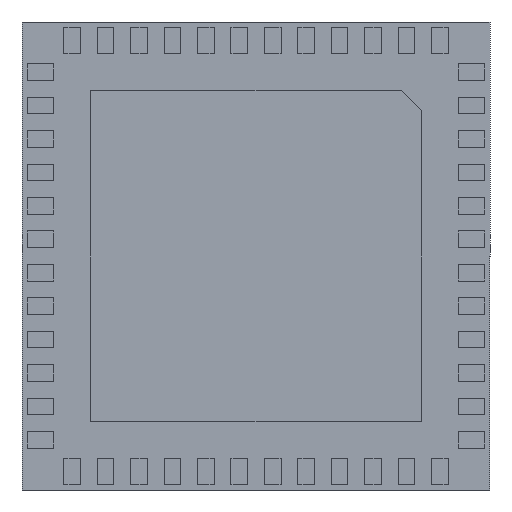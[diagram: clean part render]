
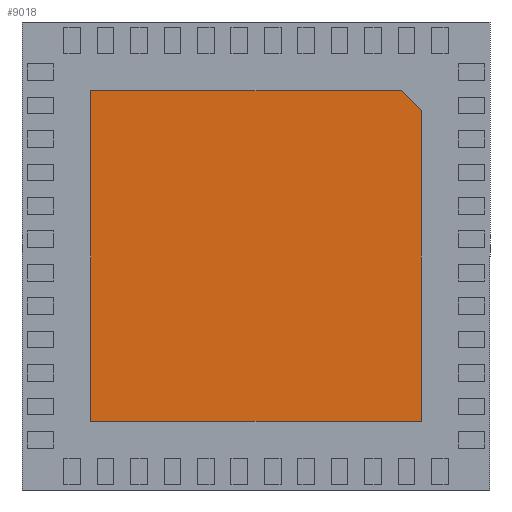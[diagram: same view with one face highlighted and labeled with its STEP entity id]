
A CAD part, front view. The second image highlights one B-rep face of the part: STEP entity #9018.
In plain terms, the highlighted planar face has unit normal (0, -1, 0).
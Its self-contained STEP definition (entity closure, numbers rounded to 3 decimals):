
#261 = CARTESIAN_POINT ( 'NONE',  ( 0., 0., 0. ) ) ;
#410 = LINE ( 'NONE', #992, #13737 ) ;
#992 = CARTESIAN_POINT ( 'NONE',  ( 2.475, 0., -2.475 ) ) ;
#1328 = DIRECTION ( 'NONE',  ( -0.707, 0., 0.707 ) ) ;
#2104 = VECTOR ( 'NONE', #9026, 1000. ) ;
#2252 = LINE ( 'NONE', #5927, #3719 ) ;
#2465 = ORIENTED_EDGE ( 'NONE', *, *, #15149, .T. ) ;
#3011 = CARTESIAN_POINT ( 'NONE',  ( 2.475, 0., -2.475 ) ) ;
#3311 = LINE ( 'NONE', #16432, #2104 ) ;
#3719 = VECTOR ( 'NONE', #13972, 1000. ) ;
#4017 = LINE ( 'NONE', #4469, #9642 ) ;
#4469 = CARTESIAN_POINT ( 'NONE',  ( 2.175, 0., 2.475 ) ) ;
#4559 = AXIS2_PLACEMENT_3D ( 'NONE', #261, #11154, #18562 ) ;
#4606 = EDGE_CURVE ( 'NONE', #5106, #16631, #3311, .T. ) ;
#5106 = VERTEX_POINT ( 'NONE', #18037 ) ;
#5577 = CARTESIAN_POINT ( 'NONE',  ( -2.475, 0., 2.475 ) ) ;
#5927 = CARTESIAN_POINT ( 'NONE',  ( -2.475, 0., -2.475 ) ) ;
#5976 = LINE ( 'NONE', #5577, #19265 ) ;
#6019 = ORIENTED_EDGE ( 'NONE', *, *, #10946, .T. ) ;
#6029 = VERTEX_POINT ( 'NONE', #14670 ) ;
#7708 = VERTEX_POINT ( 'NONE', #12706 ) ;
#9018 = ADVANCED_FACE ( 'NONE', ( #11390 ), #11086, .F. ) ;
#9026 = DIRECTION ( 'NONE',  ( 1., 0., 0. ) ) ;
#9642 = VECTOR ( 'NONE', #1328, 1000. ) ;
#10672 = EDGE_CURVE ( 'NONE', #16000, #6029, #5976, .T. ) ;
#10771 = ORIENTED_EDGE ( 'NONE', *, *, #16551, .T. ) ;
#10946 = EDGE_CURVE ( 'NONE', #7708, #16000, #4017, .T. ) ;
#11086 = PLANE ( 'NONE',  #4559 ) ;
#11154 = DIRECTION ( 'NONE',  ( 0., 1., 0. ) ) ;
#11271 = EDGE_LOOP ( 'NONE', ( #10771, #18786, #2465, #6019, #15788 ) ) ;
#11390 = FACE_OUTER_BOUND ( 'NONE', #11271, .T. ) ;
#12706 = CARTESIAN_POINT ( 'NONE',  ( 2.475, 0., 2.175 ) ) ;
#13371 = DIRECTION ( 'NONE',  ( 0., 0., 1. ) ) ;
#13737 = VECTOR ( 'NONE', #13371, 1000. ) ;
#13972 = DIRECTION ( 'NONE',  ( 0., 0., -1. ) ) ;
#14133 = CARTESIAN_POINT ( 'NONE',  ( 2.175, 0., 2.475 ) ) ;
#14670 = CARTESIAN_POINT ( 'NONE',  ( -2.475, 0., 2.475 ) ) ;
#15149 = EDGE_CURVE ( 'NONE', #16631, #7708, #410, .T. ) ;
#15788 = ORIENTED_EDGE ( 'NONE', *, *, #10672, .T. ) ;
#16000 = VERTEX_POINT ( 'NONE', #14133 ) ;
#16432 = CARTESIAN_POINT ( 'NONE',  ( -2.475, 0., -2.475 ) ) ;
#16551 = EDGE_CURVE ( 'NONE', #6029, #5106, #2252, .T. ) ;
#16631 = VERTEX_POINT ( 'NONE', #3011 ) ;
#18037 = CARTESIAN_POINT ( 'NONE',  ( -2.475, 0., -2.475 ) ) ;
#18167 = DIRECTION ( 'NONE',  ( -1., 0., 0. ) ) ;
#18562 = DIRECTION ( 'NONE',  ( 0., 0., 1. ) ) ;
#18786 = ORIENTED_EDGE ( 'NONE', *, *, #4606, .T. ) ;
#19265 = VECTOR ( 'NONE', #18167, 1000. ) ;
